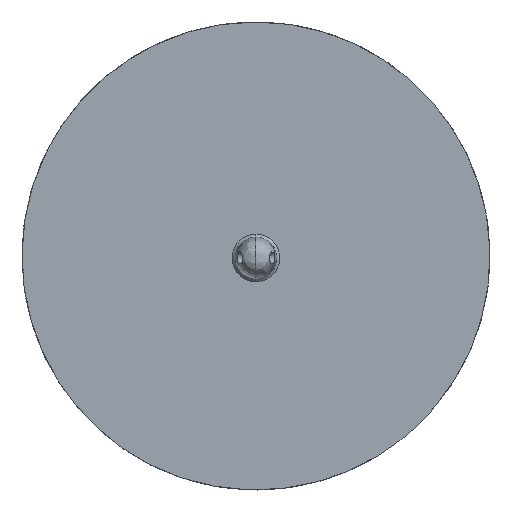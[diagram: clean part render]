
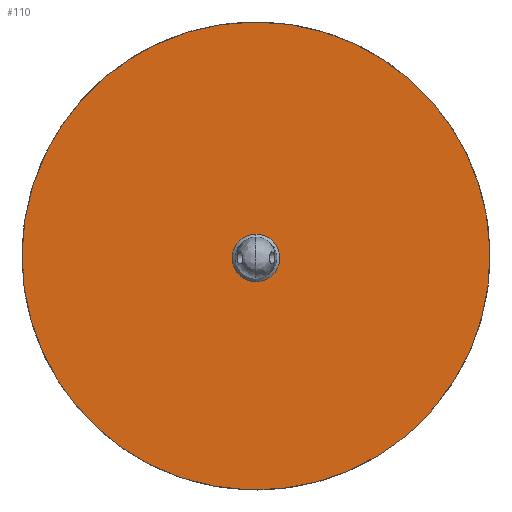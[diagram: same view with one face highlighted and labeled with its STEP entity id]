
A CAD part, left-side view. The second image highlights one B-rep face of the part: STEP entity #110.
In plain terms, the highlighted planar face has unit normal (-1, 0, 0).
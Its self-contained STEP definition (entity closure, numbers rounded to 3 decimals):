
#101=FACE_BOUND('',#223,.T.);
#110=ADVANCED_FACE('',(#166,#101),#800,.T.);
#166=FACE_OUTER_BOUND('',#222,.T.);
#222=EDGE_LOOP('',(#291,#292));
#223=EDGE_LOOP('',(#293,#294));
#291=ORIENTED_EDGE('',*,*,#533,.T.);
#292=ORIENTED_EDGE('',*,*,#525,.F.);
#293=ORIENTED_EDGE('',*,*,#529,.F.);
#294=ORIENTED_EDGE('',*,*,#535,.T.);
#525=EDGE_CURVE('',#728,#729,#646,.T.);
#529=EDGE_CURVE('',#732,#733,#650,.T.);
#533=EDGE_CURVE('',#728,#729,#654,.T.);
#535=EDGE_CURVE('',#732,#733,#656,.T.);
#646=(
BOUNDED_CURVE()
B_SPLINE_CURVE(2,(#969,#970,#971,#972,#973),.UNSPECIFIED.,.F.,.F.)
B_SPLINE_CURVE_WITH_KNOTS((3,2,3),(0.,78.54,157.08),
 .UNSPECIFIED.)
CURVE()
GEOMETRIC_REPRESENTATION_ITEM()
RATIONAL_B_SPLINE_CURVE((1.,0.707,1.,0.707,1.))
REPRESENTATION_ITEM('')
);
#650=(
BOUNDED_CURVE()
B_SPLINE_CURVE(2,(#983,#984,#985,#986,#987),.UNSPECIFIED.,.F.,.F.)
B_SPLINE_CURVE_WITH_KNOTS((3,2,3),(314.159,317.772,321.385),
 .UNSPECIFIED.)
CURVE()
GEOMETRIC_REPRESENTATION_ITEM()
RATIONAL_B_SPLINE_CURVE((1.,0.707,1.,0.707,1.))
REPRESENTATION_ITEM('')
);
#654=(
BOUNDED_CURVE()
B_SPLINE_CURVE(2,(#997,#998,#999,#1000,#1001),.UNSPECIFIED.,.F.,.F.)
B_SPLINE_CURVE_WITH_KNOTS((3,2,3),(-314.159,-235.619,-157.08),
 .UNSPECIFIED.)
CURVE()
GEOMETRIC_REPRESENTATION_ITEM()
RATIONAL_B_SPLINE_CURVE((1.,0.707,1.,0.707,1.))
REPRESENTATION_ITEM('')
);
#656=(
BOUNDED_CURVE()
B_SPLINE_CURVE(2,(#1007,#1008,#1009,#1010,#1011),.UNSPECIFIED.,.F.,.F.)
B_SPLINE_CURVE_WITH_KNOTS((3,2,3),(-328.611,-324.998,
-321.385),.UNSPECIFIED.)
CURVE()
GEOMETRIC_REPRESENTATION_ITEM()
RATIONAL_B_SPLINE_CURVE((1.,0.707,1.,0.707,1.))
REPRESENTATION_ITEM('')
);
#728=VERTEX_POINT('',#961);
#729=VERTEX_POINT('',#962);
#732=VERTEX_POINT('',#965);
#733=VERTEX_POINT('',#966);
#800=PLANE('',#871);
#871=AXIS2_PLACEMENT_3D('',#939,#895,$);
#895=DIRECTION('',(-1.,0.,0.));
#939=CARTESIAN_POINT('',(14.134,86.491,36.496));
#961=CARTESIAN_POINT('',(14.134,34.281,159.204));
#962=CARTESIAN_POINT('',(14.134,-30.734,83.222));
#965=CARTESIAN_POINT('',(14.134,0.561,123.167));
#966=CARTESIAN_POINT('',(14.134,2.986,119.259));
#969=CARTESIAN_POINT('',(14.134,34.281,159.204));
#970=CARTESIAN_POINT('',(14.134,-3.71,191.711));
#971=CARTESIAN_POINT('',(14.134,-36.217,153.72));
#972=CARTESIAN_POINT('',(14.134,-68.724,115.73));
#973=CARTESIAN_POINT('',(14.134,-30.734,83.222));
#983=CARTESIAN_POINT('',(14.134,0.561,123.167));
#984=CARTESIAN_POINT('',(14.134,2.515,124.38));
#985=CARTESIAN_POINT('',(14.134,3.728,122.426));
#986=CARTESIAN_POINT('',(14.134,4.941,120.472));
#987=CARTESIAN_POINT('',(14.134,2.986,119.259));
#997=CARTESIAN_POINT('',(14.134,34.281,159.204));
#998=CARTESIAN_POINT('',(14.134,72.271,126.697));
#999=CARTESIAN_POINT('',(14.134,39.764,88.706));
#1000=CARTESIAN_POINT('',(14.134,7.257,50.715));
#1001=CARTESIAN_POINT('',(14.134,-30.734,83.222));
#1007=CARTESIAN_POINT('',(14.134,0.561,123.167));
#1008=CARTESIAN_POINT('',(14.134,-1.394,121.955));
#1009=CARTESIAN_POINT('',(14.134,-0.181,120.));
#1010=CARTESIAN_POINT('',(14.134,1.032,118.046));
#1011=CARTESIAN_POINT('',(14.134,2.986,119.259));
